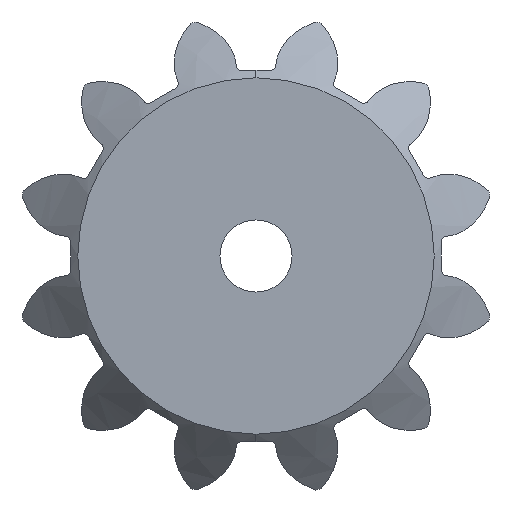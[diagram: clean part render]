
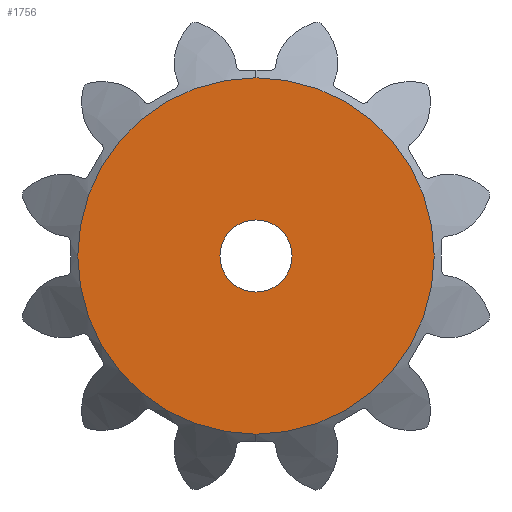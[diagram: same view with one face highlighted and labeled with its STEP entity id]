
A CAD part, left-side view. The second image highlights one B-rep face of the part: STEP entity #1756.
In plain terms, the highlighted planar face has unit normal (-1, 0, 0).
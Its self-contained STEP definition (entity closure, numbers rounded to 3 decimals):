
#67 = VERTEX_POINT ( 'NONE', #215 ) ;
#96 = AXIS2_PLACEMENT_3D ( 'NONE', #3767, #121, #455 ) ;
#121 = DIRECTION ( 'NONE',  ( -1., 0., 0. ) ) ;
#215 = CARTESIAN_POINT ( 'NONE',  ( 0., 0., 7.424 ) ) ;
#242 = CIRCLE ( 'NONE', #3346, 1.5 ) ;
#379 = CIRCLE ( 'NONE', #2592, 7.424 ) ;
#455 = DIRECTION ( 'NONE',  ( 0., 0., 1. ) ) ;
#679 = CARTESIAN_POINT ( 'NONE',  ( 0., 0., -1.5 ) ) ;
#686 = EDGE_CURVE ( 'NONE', #1282, #1033, #242, .T. ) ;
#946 = ORIENTED_EDGE ( 'NONE', *, *, #2248, .F. ) ;
#1002 = ORIENTED_EDGE ( 'NONE', *, *, #1569, .T. ) ;
#1033 = VERTEX_POINT ( 'NONE', #679 ) ;
#1080 = EDGE_LOOP ( 'NONE', ( #2378, #946 ) ) ;
#1127 = DIRECTION ( 'NONE',  ( -1., 0., 0. ) ) ;
#1197 = DIRECTION ( 'NONE',  ( -1., 0., 0. ) ) ;
#1252 = FACE_BOUND ( 'NONE', #1080, .T. ) ;
#1282 = VERTEX_POINT ( 'NONE', #3861 ) ;
#1485 = VERTEX_POINT ( 'NONE', #3090 ) ;
#1569 = EDGE_CURVE ( 'NONE', #1485, #67, #379, .T. ) ;
#1656 = ORIENTED_EDGE ( 'NONE', *, *, #2954, .T. ) ;
#1669 = DIRECTION ( 'NONE',  ( 0., 0., 1. ) ) ;
#1754 = CARTESIAN_POINT ( 'NONE',  ( 0., 0., 0. ) ) ;
#1756 = ADVANCED_FACE ( 'NONE', ( #1252, #3084 ), #3378, .F. ) ;
#1819 = CIRCLE ( 'NONE', #3411, 1.5 ) ;
#1860 = DIRECTION ( 'NONE',  ( 1., 0., 0. ) ) ;
#2163 = DIRECTION ( 'NONE',  ( 0., 0., -1. ) ) ;
#2248 = EDGE_CURVE ( 'NONE', #1033, #1282, #1819, .T. ) ;
#2262 = EDGE_LOOP ( 'NONE', ( #1002, #1656 ) ) ;
#2378 = ORIENTED_EDGE ( 'NONE', *, *, #686, .F. ) ;
#2467 = CARTESIAN_POINT ( 'NONE',  ( 0., 0., 0. ) ) ;
#2487 = CARTESIAN_POINT ( 'NONE',  ( 0., 0., 0. ) ) ;
#2527 = AXIS2_PLACEMENT_3D ( 'NONE', #2467, #1860, #3678 ) ;
#2592 = AXIS2_PLACEMENT_3D ( 'NONE', #2925, #3838, #1669 ) ;
#2925 = CARTESIAN_POINT ( 'NONE',  ( 0., 0., 0. ) ) ;
#2954 = EDGE_CURVE ( 'NONE', #67, #1485, #3884, .T. ) ;
#2977 = DIRECTION ( 'NONE',  ( 0., 0., -1. ) ) ;
#3084 = FACE_OUTER_BOUND ( 'NONE', #2262, .T. ) ;
#3090 = CARTESIAN_POINT ( 'NONE',  ( 0., 0., -7.424 ) ) ;
#3346 = AXIS2_PLACEMENT_3D ( 'NONE', #1754, #1127, #2977 ) ;
#3378 = PLANE ( 'NONE',  #2527 ) ;
#3411 = AXIS2_PLACEMENT_3D ( 'NONE', #2487, #1197, #2163 ) ;
#3678 = DIRECTION ( 'NONE',  ( 0., 0., -1. ) ) ;
#3767 = CARTESIAN_POINT ( 'NONE',  ( 0., 0., 0. ) ) ;
#3838 = DIRECTION ( 'NONE',  ( -1., 0., 0. ) ) ;
#3861 = CARTESIAN_POINT ( 'NONE',  ( 0., 0., 1.5 ) ) ;
#3884 = CIRCLE ( 'NONE', #96, 7.424 ) ;
